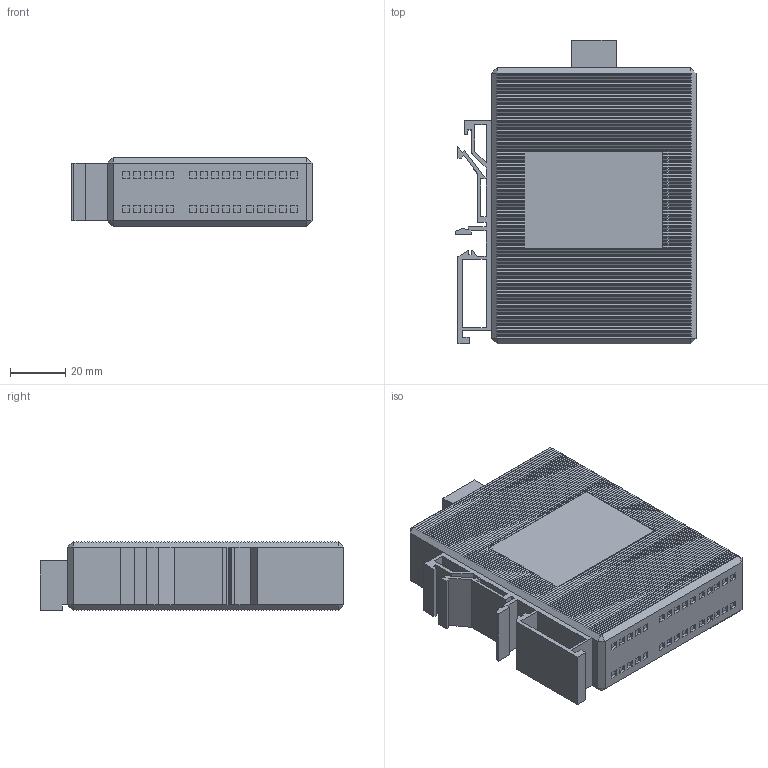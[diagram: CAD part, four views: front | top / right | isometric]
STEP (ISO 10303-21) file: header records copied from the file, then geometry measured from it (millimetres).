
FILE_DESCRIPTION(/* description */ (''),/* implementation_level */ '2;1');
FILE_NAME(/* name */ 'ab50c2ea-15bd-43df-8638-485aff25c217.zip.stp',/* time_stamp */ '2017-10-21T20:56:45+00:00',/* author */ (''),/* organization */ (''),/* preprocessor_version */ 'ST-DEVELOPER v16.13',/* originating_system */ 'Autodesk Translation Framework v6.5.0.72',/* authorisation */ '');
FILE_SCHEMA (('AUTOMOTIVE_DESIGN { 1 0 10303 214 3 1 1 }'));
Length unit declared in the file: millimetre
Products named in the file (1): EDS-205 v1
Bounding box: 87.52 x 110 x 25 mm (x, y, z)
Volume: 186823.5 mm3; surface area: 33389.7 mm2
Topology: 1 solids, 1 shells, 1439 faces, 3921 edges, 2600 vertices
Faces by surface type: plane 1244, bspline 188, cylinder 7
Full cylindrical faces by diameter (mm): 3 x4, 3.5 x3
Entity records: 47450 total; most frequent: CARTESIAN_POINT 10781, ORIENTED_EDGE 7842, DIRECTION 6063, EDGE_CURVE 3921, LINE 3531, VECTOR 3531, VERTEX_POINT 2600, EDGE_LOOP 1561
